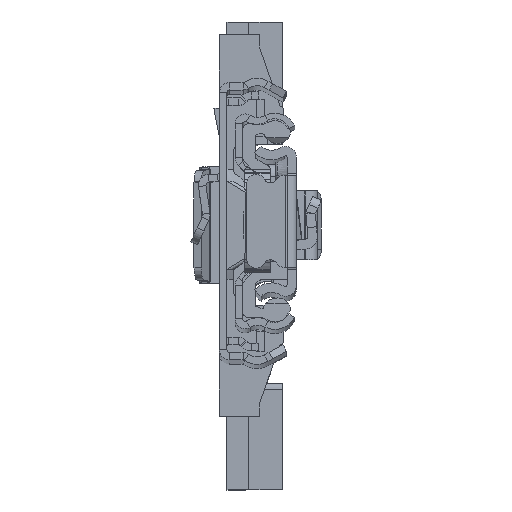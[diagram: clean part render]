
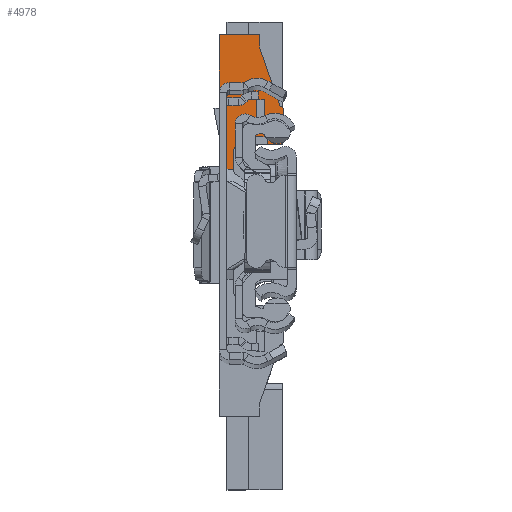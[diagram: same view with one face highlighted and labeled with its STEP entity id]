
A CAD part, top view. The second image highlights one B-rep face of the part: STEP entity #4978.
In plain terms, the highlighted face is planar.
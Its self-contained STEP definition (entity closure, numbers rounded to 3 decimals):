
#78 = VECTOR ( 'NONE', #9096, 1000. ) ;
#426 = AXIS2_PLACEMENT_3D ( 'NONE', #19071, #4181, #15528 ) ;
#778 = CARTESIAN_POINT ( 'NONE',  ( 9.012, -17.65, -67. ) ) ;
#909 = CARTESIAN_POINT ( 'NONE',  ( 13., 9., -67. ) ) ;
#1309 = VERTEX_POINT ( 'NONE', #6478 ) ;
#1916 = DIRECTION ( 'NONE',  ( 1., 0., 0. ) ) ;
#2230 = AXIS2_PLACEMENT_3D ( 'NONE', #15546, #35112, #32139 ) ;
#2284 = LINE ( 'NONE', #19393, #25688 ) ;
#2631 = CARTESIAN_POINT ( 'NONE',  ( 10.614, 3.222, -67. ) ) ;
#2652 = CARTESIAN_POINT ( 'NONE',  ( -28.5, 9., -67. ) ) ;
#2793 = VERTEX_POINT ( 'NONE', #18388 ) ;
#2847 = EDGE_CURVE ( 'NONE', #6612, #19247, #7929, .T. ) ;
#2978 = ORIENTED_EDGE ( 'NONE', *, *, #7266, .T. ) ;
#3276 = CARTESIAN_POINT ( 'NONE',  ( 13., 8.5, -67. ) ) ;
#3769 = ORIENTED_EDGE ( 'NONE', *, *, #18721, .T. ) ;
#4001 = VECTOR ( 'NONE', #27790, 1000. ) ;
#4157 = VERTEX_POINT ( 'NONE', #8009 ) ;
#4181 = DIRECTION ( 'NONE',  ( 0., 0., -1. ) ) ;
#4324 = CARTESIAN_POINT ( 'NONE',  ( 18.5, 9., -67. ) ) ;
#4430 = CARTESIAN_POINT ( 'NONE',  ( 12.586, 3.2, -67. ) ) ;
#4895 = EDGE_CURVE ( 'NONE', #19247, #1309, #36723, .T. ) ;
#4978 = ADVANCED_FACE ( 'NONE', ( #33557 ), #16611, .F. ) ;
#5136 = DIRECTION ( 'NONE',  ( 0., 0., 1. ) ) ;
#5403 = CARTESIAN_POINT ( 'NONE',  ( 10.38, 3.353, -67. ) ) ;
#5825 = VECTOR ( 'NONE', #34379, 1000. ) ;
#6035 = LINE ( 'NONE', #19127, #21962 ) ;
#6478 = CARTESIAN_POINT ( 'NONE',  ( 13.5, 9., -67. ) ) ;
#6612 = VERTEX_POINT ( 'NONE', #17409 ) ;
#6774 = VECTOR ( 'NONE', #12240, 1000. ) ;
#6804 = ORIENTED_EDGE ( 'NONE', *, *, #2847, .F. ) ;
#7266 = EDGE_CURVE ( 'NONE', #26024, #14872, #27142, .T. ) ;
#7929 = CIRCLE ( 'NONE', #10304, 0.5 ) ;
#8009 = CARTESIAN_POINT ( 'NONE',  ( 13., 4.318, -67. ) ) ;
#8228 = CARTESIAN_POINT ( 'NONE',  ( 10.451, 3.299, -67. ) ) ;
#8309 = ORIENTED_EDGE ( 'NONE', *, *, #28982, .T. ) ;
#8506 = VERTEX_POINT ( 'NONE', #35736 ) ;
#8627 = ORIENTED_EDGE ( 'NONE', *, *, #4895, .F. ) ;
#9096 = DIRECTION ( 'NONE',  ( 1., 0., 0. ) ) ;
#9848 = VERTEX_POINT ( 'NONE', #16050 ) ;
#9874 = CARTESIAN_POINT ( 'NONE',  ( 19., 0., -67. ) ) ;
#9957 = CIRCLE ( 'NONE', #2230, 0.5 ) ;
#10304 = AXIS2_PLACEMENT_3D ( 'NONE', #19490, #5136, #22478 ) ;
#10515 = EDGE_CURVE ( 'NONE', #36070, #11006, #36555, .T. ) ;
#10672 = EDGE_LOOP ( 'NONE', ( #33979, #8309, #25111, #2978, #17356, #34291, #29050, #15974, #8627, #6804, #24784, #23129, #3769, #21564, #36309 ) ) ;
#10995 = DIRECTION ( 'NONE',  ( -0.945, 0.328, 0. ) ) ;
#11006 = VERTEX_POINT ( 'NONE', #17510 ) ;
#11085 = LINE ( 'NONE', #22477, #5825 ) ;
#12238 = CARTESIAN_POINT ( 'NONE',  ( 13., 3.663, -67. ) ) ;
#12240 = DIRECTION ( 'NONE',  ( 0., -1., 0. ) ) ;
#13010 = EDGE_CURVE ( 'NONE', #1309, #23147, #9957, .T. ) ;
#13161 = DIRECTION ( 'NONE',  ( 1., 0., 0. ) ) ;
#14504 = LINE ( 'NONE', #26077, #32293 ) ;
#14872 = VERTEX_POINT ( 'NONE', #31055 ) ;
#15528 = DIRECTION ( 'NONE',  ( -1., 0., 0. ) ) ;
#15546 = CARTESIAN_POINT ( 'NONE',  ( 13.5, 8.5, -67. ) ) ;
#15974 = ORIENTED_EDGE ( 'NONE', *, *, #13010, .F. ) ;
#16050 = CARTESIAN_POINT ( 'NONE',  ( 30.5, -1.2, -67. ) ) ;
#16261 = VERTEX_POINT ( 'NONE', #22920 ) ;
#16496 = CIRCLE ( 'NONE', #426, 5.707 ) ;
#16588 = CARTESIAN_POINT ( 'NONE',  ( 10.318, 3.419, -67. ) ) ;
#16611 = PLANE ( 'NONE',  #34918 ) ;
#16979 = DIRECTION ( 'NONE',  ( 0., 0., 1. ) ) ;
#17032 = CARTESIAN_POINT ( 'NONE',  ( 10.318, 3.419, -67. ) ) ;
#17350 = LINE ( 'NONE', #778, #18159 ) ;
#17356 = ORIENTED_EDGE ( 'NONE', *, *, #20266, .T. ) ;
#17409 = CARTESIAN_POINT ( 'NONE',  ( 19., 8.5, -67. ) ) ;
#17510 = CARTESIAN_POINT ( 'NONE',  ( 28.5, 5.2, -67. ) ) ;
#17863 = EDGE_CURVE ( 'NONE', #26024, #36078, #16496, .T. ) ;
#18159 = VECTOR ( 'NONE', #20152, 1000. ) ;
#18388 = CARTESIAN_POINT ( 'NONE',  ( 19., -1.2, -67. ) ) ;
#18721 = EDGE_CURVE ( 'NONE', #36070, #9848, #11085, .T. ) ;
#19071 = CARTESIAN_POINT ( 'NONE',  ( 14.498, 7.304, -67. ) ) ;
#19124 = CARTESIAN_POINT ( 'NONE',  ( 9.012, 5.732, -67. ) ) ;
#19127 = CARTESIAN_POINT ( 'NONE',  ( 13., 3.2, -67. ) ) ;
#19247 = VERTEX_POINT ( 'NONE', #4324 ) ;
#19393 = CARTESIAN_POINT ( 'NONE',  ( 28.5, 5.2, -67. ) ) ;
#19490 = CARTESIAN_POINT ( 'NONE',  ( 18.5, 8.5, -67. ) ) ;
#19680 = VERTEX_POINT ( 'NONE', #9874 ) ;
#19798 = CARTESIAN_POINT ( 'NONE',  ( 30.5, 5.2, -67. ) ) ;
#20054 = VECTOR ( 'NONE', #1916, 1000. ) ;
#20152 = DIRECTION ( 'NONE',  ( 0., 1., 0. ) ) ;
#20266 = EDGE_CURVE ( 'NONE', #14872, #8506, #6035, .T. ) ;
#21564 = ORIENTED_EDGE ( 'NONE', *, *, #32065, .F. ) ;
#21962 = VECTOR ( 'NONE', #13161, 1000. ) ;
#22298 = VECTOR ( 'NONE', #36372, 1000. ) ;
#22477 = CARTESIAN_POINT ( 'NONE',  ( 30.5, 0., -67. ) ) ;
#22478 = DIRECTION ( 'NONE',  ( 1., 0., 0. ) ) ;
#22823 = EDGE_CURVE ( 'NONE', #16261, #19680, #26224, .T. ) ;
#22920 = CARTESIAN_POINT ( 'NONE',  ( 9.012, 0., -67. ) ) ;
#23129 = ORIENTED_EDGE ( 'NONE', *, *, #10515, .F. ) ;
#23147 = VERTEX_POINT ( 'NONE', #3276 ) ;
#23280 = DIRECTION ( 'NONE',  ( 0., -1., 0. ) ) ;
#23808 = EDGE_CURVE ( 'NONE', #11006, #6612, #2284, .T. ) ;
#24784 = ORIENTED_EDGE ( 'NONE', *, *, #23808, .F. ) ;
#25111 = ORIENTED_EDGE ( 'NONE', *, *, #17863, .F. ) ;
#25160 = CARTESIAN_POINT ( 'NONE',  ( 0., -1.2, -67. ) ) ;
#25688 = VECTOR ( 'NONE', #10995, 1000. ) ;
#25910 = LINE ( 'NONE', #909, #6774 ) ;
#26024 = VERTEX_POINT ( 'NONE', #17032 ) ;
#26077 = CARTESIAN_POINT ( 'NONE',  ( 19., 9., -67. ) ) ;
#26224 = LINE ( 'NONE', #34961, #78 ) ;
#26969 = CARTESIAN_POINT ( 'NONE',  ( 12., 3.2, -67. ) ) ;
#27061 = EDGE_CURVE ( 'NONE', #19680, #2793, #14504, .T. ) ;
#27142 = B_SPLINE_CURVE_WITH_KNOTS ( 'NONE', 3,
 ( #16588, #5403, #8228, #2631, #28132, #27762 ),
 .UNSPECIFIED., .F., .F.,
 ( 4, 2, 4 ),
 ( 0., 0., 0.001 ),
 .UNSPECIFIED. ) ;
#27161 = CARTESIAN_POINT ( 'NONE',  ( 13., 4.318, -67. ) ) ;
#27504 = CARTESIAN_POINT ( 'NONE',  ( 30.5, 5.2, -67. ) ) ;
#27762 = CARTESIAN_POINT ( 'NONE',  ( 10.792, 3.2, -67. ) ) ;
#27790 = DIRECTION ( 'NONE',  ( -1., 0., 0. ) ) ;
#27976 = CARTESIAN_POINT ( 'NONE',  ( -28.5, 9., -67. ) ) ;
#27983 = EDGE_CURVE ( 'NONE', #23147, #4157, #25910, .T. ) ;
#28132 = CARTESIAN_POINT ( 'NONE',  ( 10.701, 3.2, -67. ) ) ;
#28340 = DIRECTION ( 'NONE',  ( 1., 0., 0. ) ) ;
#28982 = EDGE_CURVE ( 'NONE', #16261, #36078, #17350, .T. ) ;
#29050 = ORIENTED_EDGE ( 'NONE', *, *, #27983, .F. ) ;
#31055 = CARTESIAN_POINT ( 'NONE',  ( 10.792, 3.2, -67. ) ) ;
#32065 = EDGE_CURVE ( 'NONE', #2793, #9848, #35976, .T. ) ;
#32139 = DIRECTION ( 'NONE',  ( 1., 0., 0. ) ) ;
#32293 = VECTOR ( 'NONE', #23280, 1000. ) ;
#33557 = FACE_OUTER_BOUND ( 'NONE', #10672, .T. ) ;
#33756 = EDGE_CURVE ( 'NONE', #4157, #8506, #34003, .T. ) ;
#33979 = ORIENTED_EDGE ( 'NONE', *, *, #22823, .F. ) ;
#34003 =( BOUNDED_CURVE ( )  B_SPLINE_CURVE ( 3, ( #27161, #12238, #4430, #26969 ),
 .UNSPECIFIED., .F., .T. ) 
 B_SPLINE_CURVE_WITH_KNOTS ( ( 4, 4 ),
 ( 4.712, 6.283 ),
 .UNSPECIFIED. ) 
 CURVE ( )  GEOMETRIC_REPRESENTATION_ITEM ( )  RATIONAL_B_SPLINE_CURVE ( ( 1., 0.805, 0.805, 1. ) ) 
 REPRESENTATION_ITEM ( '' )  );
#34291 = ORIENTED_EDGE ( 'NONE', *, *, #33756, .F. ) ;
#34379 = DIRECTION ( 'NONE',  ( 0., -1., 0. ) ) ;
#34918 = AXIS2_PLACEMENT_3D ( 'NONE', #27976, #16979, #28340 ) ;
#34961 = CARTESIAN_POINT ( 'NONE',  ( -28.5, 0., -67. ) ) ;
#35112 = DIRECTION ( 'NONE',  ( 0., 0., 1. ) ) ;
#35736 = CARTESIAN_POINT ( 'NONE',  ( 12., 3.2, -67. ) ) ;
#35976 = LINE ( 'NONE', #25160, #20054 ) ;
#36070 = VERTEX_POINT ( 'NONE', #27504 ) ;
#36078 = VERTEX_POINT ( 'NONE', #19124 ) ;
#36309 = ORIENTED_EDGE ( 'NONE', *, *, #27061, .F. ) ;
#36372 = DIRECTION ( 'NONE',  ( -1., 0., 0. ) ) ;
#36555 = LINE ( 'NONE', #19798, #22298 ) ;
#36723 = LINE ( 'NONE', #2652, #4001 ) ;
